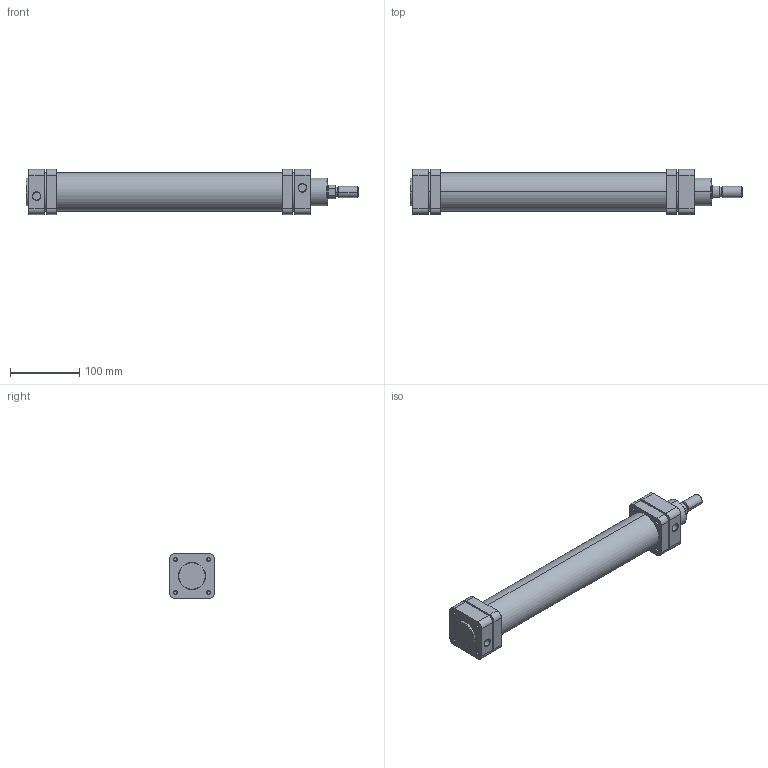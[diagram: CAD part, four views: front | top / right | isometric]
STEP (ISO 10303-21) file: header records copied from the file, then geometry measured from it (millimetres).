
FILE_DESCRIPTION (( 'STEP AP214' ), '1' );
FILE_NAME ('PNS 50-300 CYLINDER.STEP', '2010-08-31T07:22:37', ( '' ), ( '' ), 'SwSTEP 2.0', 'SolidWorks 2010', '' );
FILE_SCHEMA (( 'AUTOMOTIVE_DESIGN' ));
Length unit declared in the file: millimetre
Products named in the file (6): PNS  50-300  CYLINDER; PNS-PAG 50 ARKA KAPAK; pns 50 boru; PNS-PAG 50 M尳; PNS 50 ÇEMBER; PNS- PAG  50 ON KAPAK
Assembly tree (6 placements, depth 2):
  PNS  50-300  CYLINDER
    PNS 50 ÇEMBER  x2
    pns 50 boru
    PNS- PAG  50 ON KAPAK
    PNS-PAG 50 ARKA KAPAK
    PNS-PAG 50 M尳
Bounding box: 479 x 65 x 65 mm (x, y, z)
Volume: 637869.8 mm3; surface area: 217771.9 mm2
Topology: 6 solids, 6 shells, 169 faces, 378 edges, 240 vertices
Faces by surface type: cylinder 80, plane 51, cone 32, torus 6
Entity records: 4666 total; most frequent: DIRECTION 800, CARTESIAN_POINT 709, ORIENTED_EDGE 636, AXIS2_PLACEMENT_3D 331, EDGE_CURVE 318, VERTEX_POINT 200, EDGE_LOOP 178, CIRCLE 176
